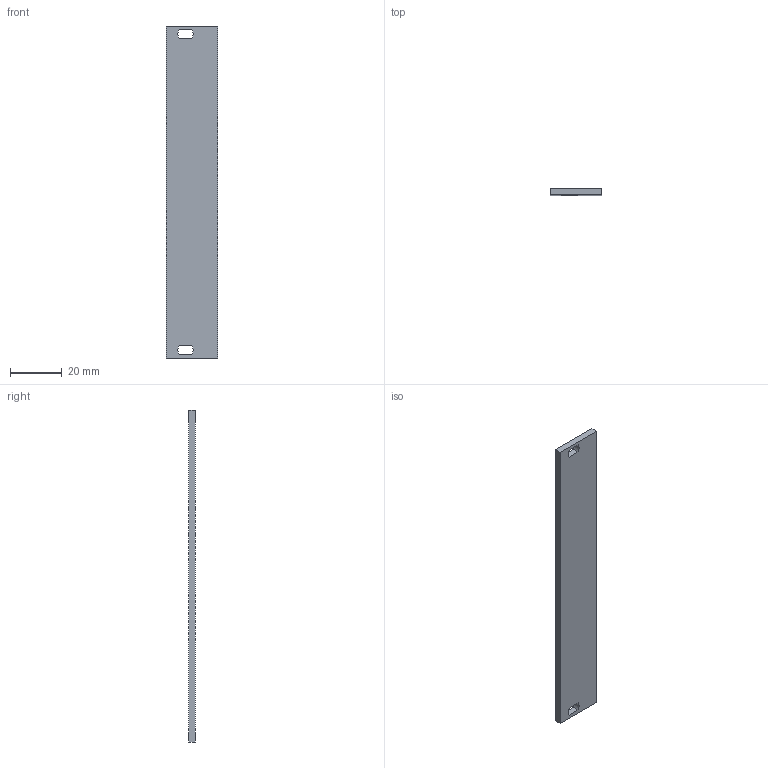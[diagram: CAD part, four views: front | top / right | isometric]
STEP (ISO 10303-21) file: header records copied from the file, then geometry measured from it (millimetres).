
FILE_DESCRIPTION((''),'2;1');
FILE_NAME('226216002304VM-','2014-09-22T',('Rfroetsch'),(''),'PRO/ENGINEER BY PARAMETRIC TECHNOLOGY CORPORATION, 2010160','PRO/ENGINEER BY PARAMETRIC TECHNOLOGY CORPORATION, 2010160','');
FILE_SCHEMA(('AUTOMOTIVE_DESIGN { 1 0 10303 214 1 1 1 1 }'));
Length unit declared in the file: millimetre
Products named in the file (1): 226216002304VM-
Bounding box: 20 x 2.5 x 128.7 mm (x, y, z)
Volume: 6343 mm3; surface area: 5901.8 mm2
Topology: 1 solids, 1 shells, 14 faces, 36 edges, 24 vertices
Faces by surface type: plane 10, cylinder 4
Entity records: 508 total; most frequent: CARTESIAN_POINT 75, DIRECTION 72, ORIENTED_EDGE 72, COLOUR_RGB 38, EDGE_CURVE 36, VECTOR 28, LINE 28, VERTEX_POINT 24
